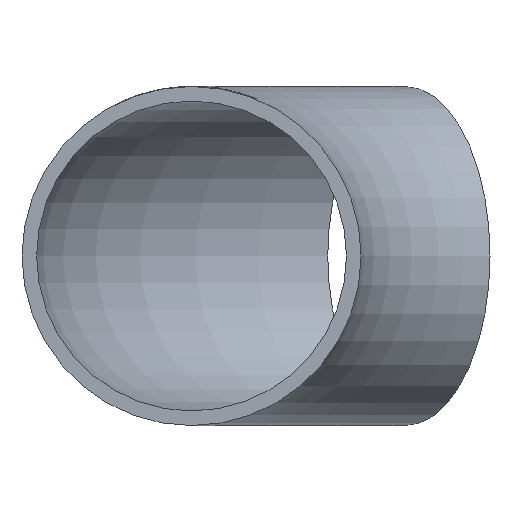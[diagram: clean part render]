
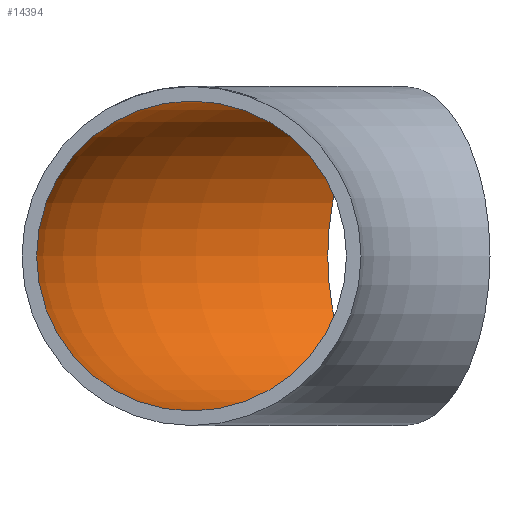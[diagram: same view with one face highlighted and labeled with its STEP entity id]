
A CAD part, front view. The second image highlights one B-rep face of the part: STEP entity #14394.
In plain terms, the highlighted toroidal (fillet/blend) face has major radius 76 mm and minor radius 27.55 mm.
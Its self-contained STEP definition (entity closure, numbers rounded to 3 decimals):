
#1049 = FACE_OUTER_BOUND ( 'NONE', #2734, .T. ) ;
#1104 = AXIS2_PLACEMENT_3D ( 'NONE', #6590, #6471, #2500 ) ;
#2500 = DIRECTION ( 'NONE',  ( -1., 0., 0. ) ) ;
#2734 = EDGE_LOOP ( 'NONE', ( #4520 ) ) ;
#2970 = AXIS2_PLACEMENT_3D ( 'NONE', #19130, #4316, #22259 ) ;
#3989 = VERTEX_POINT ( 'NONE', #16767 ) ;
#4316 = DIRECTION ( 'NONE',  ( 0., 1., 0. ) ) ;
#4520 = ORIENTED_EDGE ( 'NONE', *, *, #8544, .T. ) ;
#6471 = DIRECTION ( 'NONE',  ( 0., 0., -1. ) ) ;
#6489 = TOROIDAL_SURFACE ( 'NONE', #1104, 76., 27.55 ) ;
#6590 = CARTESIAN_POINT ( 'NONE',  ( 0., 0., 0. ) ) ;
#6652 = DIRECTION ( 'NONE',  ( -0.5, 0.866, 0. ) ) ;
#7210 = CIRCLE ( 'NONE', #2970, 27.55 ) ;
#8544 = EDGE_CURVE ( 'NONE', #3989, #3989, #9679, .T. ) ;
#9679 = CIRCLE ( 'NONE', #23131, 27.55 ) ;
#11693 = CARTESIAN_POINT ( 'NONE',  ( -76., 0., 27.55 ) ) ;
#11776 = EDGE_CURVE ( 'NONE', #19047, #19047, #7210, .T. ) ;
#14394 = ADVANCED_FACE ( 'NONE', ( #1049, #15424 ), #6489, .F. ) ;
#14959 = EDGE_LOOP ( 'NONE', ( #15876 ) ) ;
#15424 = FACE_OUTER_BOUND ( 'NONE', #14959, .T. ) ;
#15876 = ORIENTED_EDGE ( 'NONE', *, *, #11776, .F. ) ;
#16767 = CARTESIAN_POINT ( 'NONE',  ( -51.775, 89.677, 0. ) ) ;
#17261 = CARTESIAN_POINT ( 'NONE',  ( -38., 65.818, 0. ) ) ;
#17374 = DIRECTION ( 'NONE',  ( 0.866, 0.5, 0. ) ) ;
#19047 = VERTEX_POINT ( 'NONE', #11693 ) ;
#19130 = CARTESIAN_POINT ( 'NONE',  ( -76., 0., 0. ) ) ;
#22259 = DIRECTION ( 'NONE',  ( 0., 0., 1. ) ) ;
#23131 = AXIS2_PLACEMENT_3D ( 'NONE', #17261, #17374, #6652 ) ;
